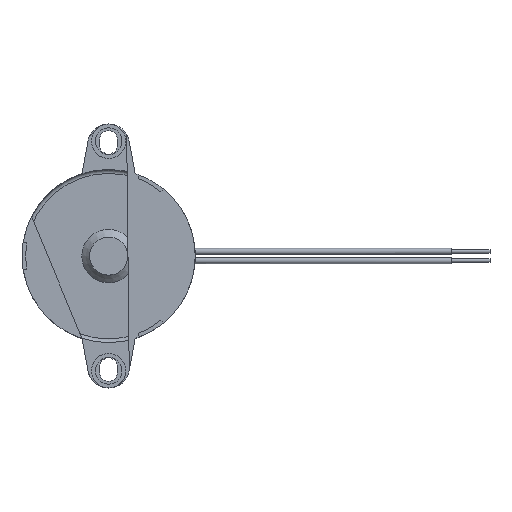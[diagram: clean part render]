
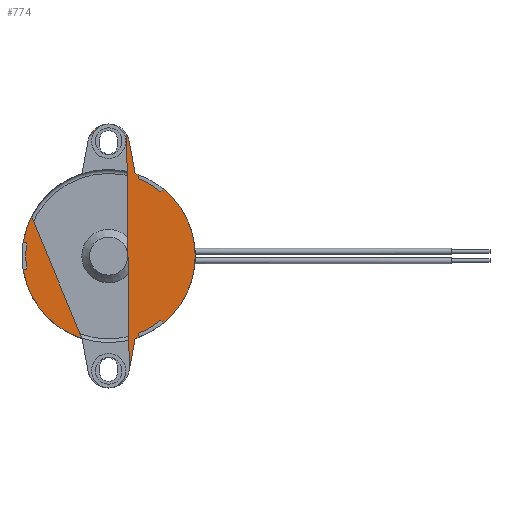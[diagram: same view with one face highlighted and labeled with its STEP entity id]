
A CAD part, top view. The second image highlights one B-rep face of the part: STEP entity #774.
In plain terms, the highlighted planar face has unit normal (0, 0, 1).
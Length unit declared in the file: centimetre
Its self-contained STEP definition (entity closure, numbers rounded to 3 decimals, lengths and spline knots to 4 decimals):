
#39=CIRCLE('',#812,1.085);
#42=CIRCLE('',#819,1.085);
#45=CIRCLE('',#826,1.085);
#48=CIRCLE('',#832,0.225);
#53=CIRCLE('',#840,1.135);
#54=CIRCLE('',#841,0.275);
#55=CIRCLE('',#842,0.225);
#56=CIRCLE('',#843,0.275);
#102=VERTEX_POINT('',#1117);
#103=VERTEX_POINT('',#1119);
#105=VERTEX_POINT('',#1125);
#107=VERTEX_POINT('',#1131);
#110=VERTEX_POINT('',#1140);
#111=VERTEX_POINT('',#1142);
#113=VERTEX_POINT('',#1148);
#115=VERTEX_POINT('',#1154);
#118=VERTEX_POINT('',#1163);
#119=VERTEX_POINT('',#1165);
#121=VERTEX_POINT('',#1171);
#123=VERTEX_POINT('',#1177);
#125=VERTEX_POINT('',#1185);
#132=VERTEX_POINT('',#1202);
#133=VERTEX_POINT('',#1204);
#134=VERTEX_POINT('',#1206);
#135=VERTEX_POINT('',#1208);
#136=VERTEX_POINT('',#1210);
#137=VERTEX_POINT('',#1211);
#138=VERTEX_POINT('',#1213);
#139=VERTEX_POINT('',#1215);
#140=VERTEX_POINT('',#1217);
#179=VECTOR('',#904,1.);
#184=VECTOR('',#916,1.);
#187=VECTOR('',#923,1.);
#192=VECTOR('',#935,1.);
#195=VECTOR('',#942,1.);
#200=VECTOR('',#954,1.);
#203=VECTOR('',#980,1.);
#204=VECTOR('',#985,1.);
#205=VECTOR('',#986,1.);
#206=VECTOR('',#989,1.);
#235=LINE('',#1118,#179);
#240=LINE('',#1132,#184);
#243=LINE('',#1141,#187);
#248=LINE('',#1155,#192);
#251=LINE('',#1164,#195);
#256=LINE('',#1178,#200);
#259=LINE('',#1203,#203);
#260=LINE('',#1209,#204);
#261=LINE('',#1212,#205);
#262=LINE('',#1216,#206);
#291=EDGE_CURVE('',#103,#102,#235,.T.);
#295=EDGE_CURVE('',#102,#105,#39,.T.);
#298=EDGE_CURVE('',#105,#107,#240,.T.);
#302=EDGE_CURVE('',#111,#110,#243,.T.);
#306=EDGE_CURVE('',#110,#113,#42,.T.);
#309=EDGE_CURVE('',#113,#115,#248,.T.);
#313=EDGE_CURVE('',#119,#118,#251,.T.);
#317=EDGE_CURVE('',#118,#121,#45,.T.);
#320=EDGE_CURVE('',#121,#123,#256,.T.);
#323=EDGE_CURVE('',#125,#125,#48,.T.);
#330=EDGE_CURVE('',#132,#107,#53,.T.);
#331=EDGE_CURVE('',#132,#133,#259,.T.);
#332=EDGE_CURVE('',#134,#133,#54,.T.);
#333=EDGE_CURVE('',#134,#134,#55,.T.);
#334=EDGE_CURVE('',#135,#134,#54,.T.);
#335=EDGE_CURVE('',#135,#136,#260,.T.);
#336=EDGE_CURVE('',#119,#136,#53,.T.);
#337=EDGE_CURVE('',#137,#123,#53,.T.);
#338=EDGE_CURVE('',#138,#137,#261,.T.);
#339=EDGE_CURVE('',#125,#138,#56,.T.);
#340=EDGE_CURVE('',#139,#125,#56,.T.);
#341=EDGE_CURVE('',#140,#139,#262,.T.);
#342=EDGE_CURVE('',#111,#140,#53,.T.);
#343=EDGE_CURVE('',#103,#115,#53,.T.);
#455=ORIENTED_EDGE('',*,*,#298,.T.);
#456=ORIENTED_EDGE('',*,*,#330,.F.);
#457=ORIENTED_EDGE('',*,*,#331,.T.);
#458=ORIENTED_EDGE('',*,*,#332,.F.);
#459=ORIENTED_EDGE('',*,*,#333,.T.);
#460=ORIENTED_EDGE('',*,*,#334,.F.);
#461=ORIENTED_EDGE('',*,*,#335,.T.);
#462=ORIENTED_EDGE('',*,*,#336,.F.);
#463=ORIENTED_EDGE('',*,*,#313,.T.);
#464=ORIENTED_EDGE('',*,*,#317,.T.);
#465=ORIENTED_EDGE('',*,*,#320,.T.);
#466=ORIENTED_EDGE('',*,*,#337,.F.);
#467=ORIENTED_EDGE('',*,*,#338,.F.);
#468=ORIENTED_EDGE('',*,*,#339,.F.);
#469=ORIENTED_EDGE('',*,*,#323,.T.);
#470=ORIENTED_EDGE('',*,*,#340,.F.);
#471=ORIENTED_EDGE('',*,*,#341,.F.);
#472=ORIENTED_EDGE('',*,*,#342,.F.);
#473=ORIENTED_EDGE('',*,*,#302,.T.);
#474=ORIENTED_EDGE('',*,*,#306,.T.);
#475=ORIENTED_EDGE('',*,*,#309,.T.);
#476=ORIENTED_EDGE('',*,*,#343,.F.);
#477=ORIENTED_EDGE('',*,*,#291,.T.);
#478=ORIENTED_EDGE('',*,*,#295,.T.);
#630=EDGE_LOOP('',(#455,#456,#457,#458,#459,#460,#461,#462,#463,#464,#465,
#466,#467,#468,#469,#470,#471,#472,#473,#474,#475,#476,#477,#478));
#704=FACE_BOUND('',#630,.T.);
#774=ADVANCED_FACE('',(#704),#1415,.T.);
#812=AXIS2_PLACEMENT_3D('',#1126,#911,#912);
#819=AXIS2_PLACEMENT_3D('',#1149,#930,#931);
#826=AXIS2_PLACEMENT_3D('',#1172,#949,#950);
#832=AXIS2_PLACEMENT_3D('',#1184,#962,#963);
#837=AXIS2_PLACEMENT_3D('',#1192,#971,$);
#840=AXIS2_PLACEMENT_3D('',#1201,#978,#979);
#841=AXIS2_PLACEMENT_3D('',#1205,#981,#982);
#842=AXIS2_PLACEMENT_3D('',#1207,#983,#984);
#843=AXIS2_PLACEMENT_3D('',#1214,#987,#988);
#904=DIRECTION('',(-0.631,-0.776,0.));
#911=DIRECTION('',(0.,0.,1.));
#912=DIRECTION('',(-0.543,-0.94,0.));
#916=DIRECTION('',(0.356,0.934,0.));
#923=DIRECTION('',(-0.356,0.934,0.));
#930=DIRECTION('',(0.,0.,1.));
#931=DIRECTION('',(-0.543,0.94,0.));
#935=DIRECTION('',(0.631,-0.776,0.));
#942=DIRECTION('',(0.987,-0.159,0.));
#949=DIRECTION('',(0.,0.,1.));
#950=DIRECTION('',(1.085,0.,0.));
#954=DIRECTION('',(-0.987,-0.159,0.));
#962=DIRECTION('',(0.,0.,-1.));
#963=DIRECTION('',(0.225,0.,0.));
#971=DIRECTION('',(0.,0.,1.));
#978=DIRECTION('',(0.,0.,-1.));
#979=DIRECTION('',(1.135,0.,0.));
#980=DIRECTION('',(-0.181,0.983,0.));
#981=DIRECTION('',(0.,0.,-1.));
#982=DIRECTION('',(-0.27,0.05,0.));
#983=DIRECTION('',(0.,0.,-1.));
#984=DIRECTION('',(0.225,0.,0.));
#985=DIRECTION('',(-0.181,-0.983,0.));
#986=DIRECTION('',(-0.181,0.983,0.));
#987=DIRECTION('',(0.,0.,-1.));
#988=DIRECTION('',(0.27,-0.05,0.));
#989=DIRECTION('',(-0.181,-0.983,0.));
#1117=CARTESIAN_POINT('',(0.6847,0.8417,1.1));
#1118=CARTESIAN_POINT('',(0.3502,0.4306,1.1));
#1119=CARTESIAN_POINT('',(0.7162,0.8805,1.1));
#1125=CARTESIAN_POINT('',(0.3866,1.0138,1.1));
#1126=CARTESIAN_POINT('',(0.,0.,1.1));
#1131=CARTESIAN_POINT('',(0.4044,1.0605,1.1));
#1132=CARTESIAN_POINT('',(0.1978,0.5186,1.1));
#1140=CARTESIAN_POINT('',(0.3866,-1.0138,1.1));
#1141=CARTESIAN_POINT('',(0.1978,-0.5186,1.1));
#1142=CARTESIAN_POINT('',(0.4044,-1.0605,1.1));
#1148=CARTESIAN_POINT('',(0.6847,-0.8417,1.1));
#1149=CARTESIAN_POINT('',(0.,0.,1.1));
#1154=CARTESIAN_POINT('',(0.7162,-0.8805,1.1));
#1155=CARTESIAN_POINT('',(0.3502,-0.4306,1.1));
#1163=CARTESIAN_POINT('',(-1.0713,0.1721,1.1));
#1164=CARTESIAN_POINT('',(-0.548,0.088,1.1));
#1165=CARTESIAN_POINT('',(-1.1206,0.18,1.1));
#1171=CARTESIAN_POINT('',(-1.0713,-0.1721,1.1));
#1172=CARTESIAN_POINT('',(0.,0.,1.1));
#1177=CARTESIAN_POINT('',(-1.1206,-0.18,1.1));
#1178=CARTESIAN_POINT('',(-0.548,-0.088,1.1));
#1184=CARTESIAN_POINT('',(0.,-1.5052,1.1));
#1185=CARTESIAN_POINT('',(0.,-1.7302,1.1));
#1192=CARTESIAN_POINT('',(0.,0.,1.1));
#1201=CARTESIAN_POINT('',(0.,0.,1.1));
#1202=CARTESIAN_POINT('',(0.3487,1.0801,1.1));
#1203=CARTESIAN_POINT('',(0.35,1.0728,1.1));
#1204=CARTESIAN_POINT('',(0.2705,1.505,1.1));
#1205=CARTESIAN_POINT('',(0.,1.4552,1.1));
#1206=CARTESIAN_POINT('',(0.,1.7302,1.1));
#1207=CARTESIAN_POINT('',(0.,1.5052,1.1));
#1208=CARTESIAN_POINT('',(-0.2705,1.505,1.1));
#1209=CARTESIAN_POINT('',(-0.225,1.752,1.1));
#1210=CARTESIAN_POINT('',(-0.3487,1.0801,1.1));
#1211=CARTESIAN_POINT('',(-0.3487,-1.0801,1.1));
#1212=CARTESIAN_POINT('',(-0.225,-1.752,1.1));
#1213=CARTESIAN_POINT('',(-0.2705,-1.505,1.1));
#1214=CARTESIAN_POINT('',(0.,-1.4552,1.1));
#1215=CARTESIAN_POINT('',(0.2705,-1.505,1.1));
#1216=CARTESIAN_POINT('',(0.35,-1.0728,1.1));
#1217=CARTESIAN_POINT('',(0.3487,-1.0801,1.1));
#1415=PLANE('',#837);
